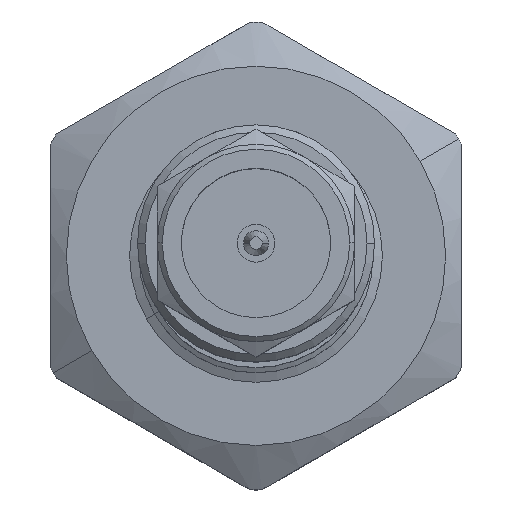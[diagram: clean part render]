
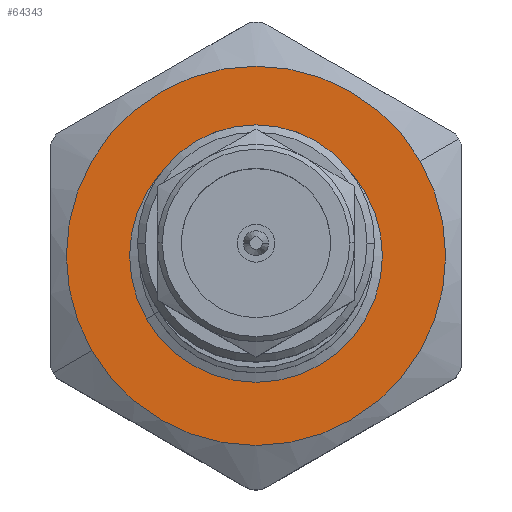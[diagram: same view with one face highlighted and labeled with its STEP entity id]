
A CAD part, top view. The second image highlights one B-rep face of the part: STEP entity #64343.
In plain terms, the highlighted face is planar.
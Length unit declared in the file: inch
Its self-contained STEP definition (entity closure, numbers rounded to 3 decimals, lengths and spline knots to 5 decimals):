
#9042 = PLANE ( 'NONE',  #41316 ) ;
#9366 = CARTESIAN_POINT ( 'NONE',  ( 0.6, 0., 0. ) ) ;
#10340 = CARTESIAN_POINT ( 'NONE',  ( 0.6, 0., 0. ) ) ;
#12959 = VERTEX_POINT ( 'NONE', #63887 ) ;
#13253 = EDGE_LOOP ( 'NONE', ( #28841, #65737 ) ) ;
#17475 = CIRCLE ( 'NONE', #46325, 0.3 ) ;
#17895 = DIRECTION ( 'NONE',  ( 1., 0., 0. ) ) ;
#18011 = EDGE_CURVE ( 'NONE', #48523, #60669, #17475, .T. ) ;
#18458 = EDGE_CURVE ( 'NONE', #39474, #12959, #63463, .T. ) ;
#19724 = DIRECTION ( 'NONE',  ( -1., 0., 0. ) ) ;
#19908 = EDGE_LOOP ( 'NONE', ( #27899, #41691 ) ) ;
#20572 = DIRECTION ( 'NONE',  ( 0., 0., -1. ) ) ;
#21239 = CARTESIAN_POINT ( 'NONE',  ( 0.6, 0., 0. ) ) ;
#22178 = AXIS2_PLACEMENT_3D ( 'NONE', #32633, #17895, #22603 ) ;
#22603 = DIRECTION ( 'NONE',  ( 0., 0., -1. ) ) ;
#23231 = CARTESIAN_POINT ( 'NONE',  ( 0.6, 0., 0.3 ) ) ;
#24125 = DIRECTION ( 'NONE',  ( 0., 0., 1. ) ) ;
#24461 = DIRECTION ( 'NONE',  ( 0., 0., 1. ) ) ;
#25285 = DIRECTION ( 'NONE',  ( 1., 0., 0. ) ) ;
#27503 = CIRCLE ( 'NONE', #64899, 0.2 ) ;
#27899 = ORIENTED_EDGE ( 'NONE', *, *, #18458, .T. ) ;
#28841 = ORIENTED_EDGE ( 'NONE', *, *, #35761, .T. ) ;
#32633 = CARTESIAN_POINT ( 'NONE',  ( 0.6, 0., 0. ) ) ;
#32694 = CARTESIAN_POINT ( 'NONE',  ( 0.6, 0., 0. ) ) ;
#34528 = EDGE_CURVE ( 'NONE', #12959, #39474, #27503, .T. ) ;
#35660 = AXIS2_PLACEMENT_3D ( 'NONE', #9366, #19724, #24125 ) ;
#35761 = EDGE_CURVE ( 'NONE', #60669, #48523, #50002, .T. ) ;
#37539 = CARTESIAN_POINT ( 'NONE',  ( 0.6, 0., -0.3 ) ) ;
#37742 = DIRECTION ( 'NONE',  ( 0., 0., 1. ) ) ;
#39474 = VERTEX_POINT ( 'NONE', #39910 ) ;
#39910 = CARTESIAN_POINT ( 'NONE',  ( 0.6, 0., 0.2 ) ) ;
#41316 = AXIS2_PLACEMENT_3D ( 'NONE', #10340, #65278, #24461 ) ;
#41691 = ORIENTED_EDGE ( 'NONE', *, *, #34528, .T. ) ;
#46325 = AXIS2_PLACEMENT_3D ( 'NONE', #21239, #25285, #20572 ) ;
#48523 = VERTEX_POINT ( 'NONE', #23231 ) ;
#50002 = CIRCLE ( 'NONE', #22178, 0.3 ) ;
#50875 = FACE_BOUND ( 'NONE', #19908, .T. ) ;
#53462 = DIRECTION ( 'NONE',  ( -1., 0., 0. ) ) ;
#60669 = VERTEX_POINT ( 'NONE', #37539 ) ;
#63463 = CIRCLE ( 'NONE', #35660, 0.2 ) ;
#63887 = CARTESIAN_POINT ( 'NONE',  ( 0.6, 0., -0.2 ) ) ;
#64343 = ADVANCED_FACE ( 'NONE', ( #65919, #50875 ), #9042, .F. ) ;
#64899 = AXIS2_PLACEMENT_3D ( 'NONE', #32694, #53462, #37742 ) ;
#65278 = DIRECTION ( 'NONE',  ( -1., 0., 0. ) ) ;
#65737 = ORIENTED_EDGE ( 'NONE', *, *, #18011, .T. ) ;
#65919 = FACE_OUTER_BOUND ( 'NONE', #13253, .T. ) ;
